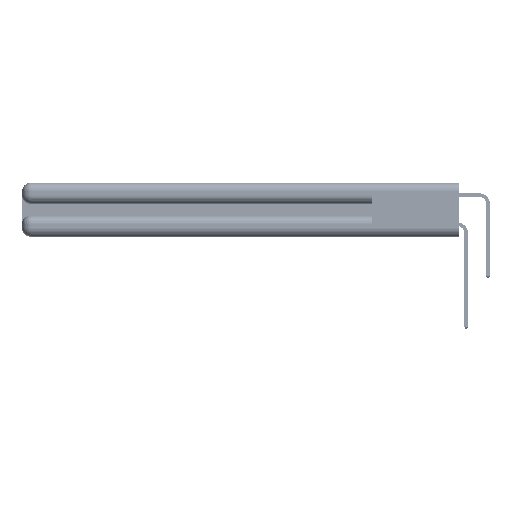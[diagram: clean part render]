
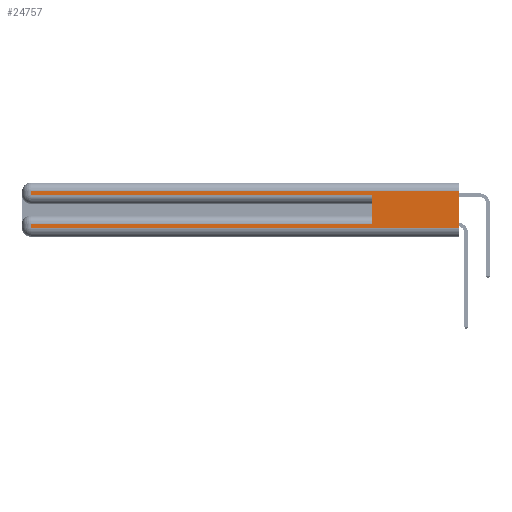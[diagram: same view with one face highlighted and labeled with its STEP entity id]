
A CAD part, left-side view. The second image highlights one B-rep face of the part: STEP entity #24757.
In plain terms, the highlighted planar face has unit normal (-1, 0, 0).
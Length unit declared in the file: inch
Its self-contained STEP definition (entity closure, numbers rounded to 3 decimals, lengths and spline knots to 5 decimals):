
#315 = CARTESIAN_POINT ( 'NONE',  ( 0., 2.94, 0.06 ) ) ;
#547 = CARTESIAN_POINT ( 'NONE',  ( 0., 0., 0.06 ) ) ;
#754 = EDGE_CURVE ( 'NONE', #10414, #16808, #37270, .T. ) ;
#1084 = DIRECTION ( 'NONE',  ( 0., 0., -1. ) ) ;
#1666 = LINE ( 'NONE', #5188, #32752 ) ;
#1874 = ORIENTED_EDGE ( 'NONE', *, *, #41612, .T. ) ;
#3249 = DIRECTION ( 'NONE',  ( 0., -1., 0. ) ) ;
#3389 = VERTEX_POINT ( 'NONE', #16169 ) ;
#4986 = VECTOR ( 'NONE', #30779, 39.37008 ) ;
#5188 = CARTESIAN_POINT ( 'NONE',  ( 0., 2.94, 0.37 ) ) ;
#5206 = EDGE_CURVE ( 'NONE', #42714, #16808, #50992, .T. ) ;
#5872 = VERTEX_POINT ( 'NONE', #33503 ) ;
#7324 = CARTESIAN_POINT ( 'NONE',  ( 0., 0., 0.285 ) ) ;
#7651 = ORIENTED_EDGE ( 'NONE', *, *, #5206, .T. ) ;
#9064 = DIRECTION ( 'NONE',  ( 1., 0., 0. ) ) ;
#10414 = VERTEX_POINT ( 'NONE', #19867 ) ;
#10705 = LINE ( 'NONE', #37330, #41671 ) ;
#12627 = LINE ( 'NONE', #16490, #24712 ) ;
#16169 = CARTESIAN_POINT ( 'NONE',  ( 0., 2.94, 0.31 ) ) ;
#16490 = CARTESIAN_POINT ( 'NONE',  ( 0., 0., 0.085 ) ) ;
#16808 = VERTEX_POINT ( 'NONE', #45001 ) ;
#17910 = FACE_OUTER_BOUND ( 'NONE', #34634, .T. ) ;
#19867 = CARTESIAN_POINT ( 'NONE',  ( 0., 0., 0.31 ) ) ;
#22986 = EDGE_CURVE ( 'NONE', #3389, #45702, #1666, .T. ) ;
#23728 = LINE ( 'NONE', #27146, #26988 ) ;
#24492 = VERTEX_POINT ( 'NONE', #39846 ) ;
#24712 = VECTOR ( 'NONE', #48653, 39.37008 ) ;
#24757 = ADVANCED_FACE ( 'NONE', ( #17910 ), #45367, .F. ) ;
#25717 = VECTOR ( 'NONE', #3249, 39.37008 ) ;
#25863 = CARTESIAN_POINT ( 'NONE',  ( 0., 0., 0.31 ) ) ;
#26988 = VECTOR ( 'NONE', #47054, 39.37008 ) ;
#27114 = ORIENTED_EDGE ( 'NONE', *, *, #22986, .T. ) ;
#27146 = CARTESIAN_POINT ( 'NONE',  ( 0., 0.6, 0.145 ) ) ;
#27197 = EDGE_CURVE ( 'NONE', #5872, #42714, #10705, .T. ) ;
#30404 = EDGE_CURVE ( 'NONE', #45510, #24492, #23728, .T. ) ;
#30779 = DIRECTION ( 'NONE',  ( 0., 0., -1. ) ) ;
#31391 = EDGE_CURVE ( 'NONE', #10414, #3389, #33519, .T. ) ;
#32752 = VECTOR ( 'NONE', #1084, 39.37008 ) ;
#33027 = ORIENTED_EDGE ( 'NONE', *, *, #31391, .T. ) ;
#33503 = CARTESIAN_POINT ( 'NONE',  ( 0., 2.94, 0.085 ) ) ;
#33519 = LINE ( 'NONE', #25863, #42855 ) ;
#33651 = DIRECTION ( 'NONE',  ( 0., 0., -1. ) ) ;
#34634 = EDGE_LOOP ( 'NONE', ( #42768, #33027, #27114, #1874, #52033, #40275, #46516, #7651 ) ) ;
#37270 = LINE ( 'NONE', #50608, #4986 ) ;
#37330 = CARTESIAN_POINT ( 'NONE',  ( 0., 2.94, 0.37 ) ) ;
#37664 = LINE ( 'NONE', #7324, #25717 ) ;
#37967 = CARTESIAN_POINT ( 'NONE',  ( 0., 0.6, 0.085 ) ) ;
#37987 = DIRECTION ( 'NONE',  ( 0., 1., 0. ) ) ;
#38210 = EDGE_CURVE ( 'NONE', #45510, #5872, #12627, .T. ) ;
#39846 = CARTESIAN_POINT ( 'NONE',  ( 0., 0.6, 0.285 ) ) ;
#40275 = ORIENTED_EDGE ( 'NONE', *, *, #38210, .T. ) ;
#41387 = CARTESIAN_POINT ( 'NONE',  ( 0., 0., 0.37 ) ) ;
#41612 = EDGE_CURVE ( 'NONE', #45702, #24492, #37664, .T. ) ;
#41671 = VECTOR ( 'NONE', #33651, 39.37008 ) ;
#42714 = VERTEX_POINT ( 'NONE', #315 ) ;
#42768 = ORIENTED_EDGE ( 'NONE', *, *, #754, .F. ) ;
#42855 = VECTOR ( 'NONE', #37987, 39.37008 ) ;
#43335 = CARTESIAN_POINT ( 'NONE',  ( 0., 2.94, 0.285 ) ) ;
#44798 = AXIS2_PLACEMENT_3D ( 'NONE', #41387, #9064, #49366 ) ;
#45001 = CARTESIAN_POINT ( 'NONE',  ( 0., 0., 0.06 ) ) ;
#45023 = DIRECTION ( 'NONE',  ( 0., -1., 0. ) ) ;
#45367 = PLANE ( 'NONE',  #44798 ) ;
#45510 = VERTEX_POINT ( 'NONE', #37967 ) ;
#45702 = VERTEX_POINT ( 'NONE', #43335 ) ;
#46516 = ORIENTED_EDGE ( 'NONE', *, *, #27197, .T. ) ;
#47054 = DIRECTION ( 'NONE',  ( 0., 0., 1. ) ) ;
#48653 = DIRECTION ( 'NONE',  ( 0., 1., 0. ) ) ;
#49366 = DIRECTION ( 'NONE',  ( 0., 0., -1. ) ) ;
#49746 = VECTOR ( 'NONE', #45023, 39.37008 ) ;
#50608 = CARTESIAN_POINT ( 'NONE',  ( 0., 0., 0.37 ) ) ;
#50992 = LINE ( 'NONE', #547, #49746 ) ;
#52033 = ORIENTED_EDGE ( 'NONE', *, *, #30404, .F. ) ;
